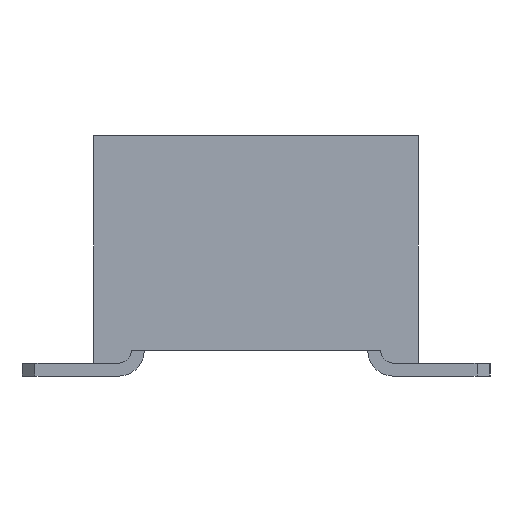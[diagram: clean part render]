
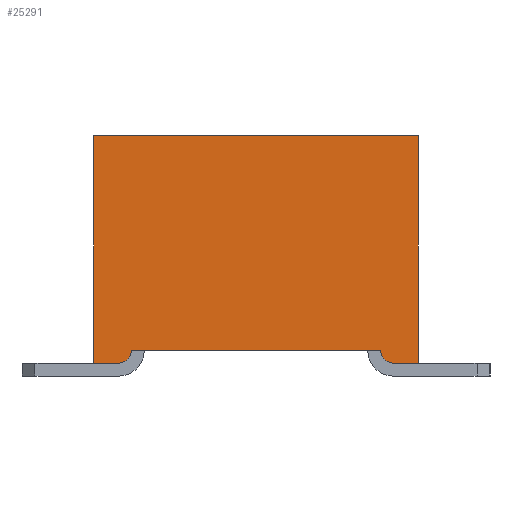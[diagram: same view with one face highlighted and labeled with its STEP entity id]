
A CAD part, front view. The second image highlights one B-rep face of the part: STEP entity #25291.
In plain terms, the highlighted face is planar.
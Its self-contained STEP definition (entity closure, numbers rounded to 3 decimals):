
#1178=CIRCLE('',#27574,0.2);
#1179=CIRCLE('',#27575,0.2);
#8346=ORIENTED_EDGE('',*,*,#12091,.T.);
#8347=ORIENTED_EDGE('',*,*,#12120,.T.);
#8348=ORIENTED_EDGE('',*,*,#12121,.F.);
#8349=ORIENTED_EDGE('',*,*,#12122,.T.);
#8350=ORIENTED_EDGE('',*,*,#12117,.T.);
#8351=ORIENTED_EDGE('',*,*,#12093,.T.);
#8352=ORIENTED_EDGE('',*,*,#12100,.T.);
#8353=ORIENTED_EDGE('',*,*,#12097,.T.);
#12091=EDGE_CURVE('',#14448,#14447,#17299,.T.);
#12093=EDGE_CURVE('',#14449,#14450,#17301,.T.);
#12097=EDGE_CURVE('',#14453,#14448,#17305,.T.);
#12100=EDGE_CURVE('',#14450,#14453,#17308,.T.);
#12117=EDGE_CURVE('',#14462,#14449,#17325,.T.);
#12120=EDGE_CURVE('',#14447,#14464,#1178,.T.);
#12121=EDGE_CURVE('',#14465,#14464,#17328,.T.);
#12122=EDGE_CURVE('',#14465,#14462,#1179,.T.);
#14447=VERTEX_POINT('',#41957);
#14448=VERTEX_POINT('',#41959);
#14449=VERTEX_POINT('',#41963);
#14450=VERTEX_POINT('',#41964);
#14453=VERTEX_POINT('',#41972);
#14462=VERTEX_POINT('',#42009);
#14464=VERTEX_POINT('',#42015);
#14465=VERTEX_POINT('',#42017);
#17299=LINE('',#41958,#20183);
#17301=LINE('',#41962,#20185);
#17305=LINE('',#41971,#20189);
#17308=LINE('',#41977,#20192);
#17325=LINE('',#42008,#20209);
#17328=LINE('',#42016,#20212);
#20183=VECTOR('',#34624,1000.);
#20185=VECTOR('',#34628,1000.);
#20189=VECTOR('',#34634,1000.);
#20192=VECTOR('',#34639,1000.);
#20209=VECTOR('',#34670,1000.);
#20212=VECTOR('',#34677,1000.);
#21599=EDGE_LOOP('',(#8346,#8347,#8348,#8349,#8350,#8351,#8352,#8353));
#22969=FACE_BOUND('',#21599,.T.);
#23939=PLANE('',#27573);
#25291=ADVANCED_FACE('',(#22969),#23939,.T.);
#27573=AXIS2_PLACEMENT_3D('',#42013,#34673,#34674);
#27574=AXIS2_PLACEMENT_3D('',#42014,#34675,#34676);
#27575=AXIS2_PLACEMENT_3D('',#42018,#34678,#34679);
#34624=DIRECTION('',(0.,-1.,0.));
#34628=DIRECTION('',(0.,0.,1.));
#34634=DIRECTION('',(0.,0.,-1.));
#34639=DIRECTION('',(0.,1.,0.));
#34670=DIRECTION('',(0.,-1.,0.));
#34673=DIRECTION('',(-1.,0.,0.));
#34674=DIRECTION('',(0.,0.,1.));
#34675=DIRECTION('',(-1.,0.,0.));
#34676=DIRECTION('',(0.,0.,1.));
#34677=DIRECTION('',(0.,1.,0.));
#34678=DIRECTION('',(-1.,0.,0.));
#34679=DIRECTION('',(0.,0.,1.));
#41957=CARTESIAN_POINT('',(-10.16,2.12,-1.75));
#41958=CARTESIAN_POINT('',(-10.16,2.5,-1.75));
#41959=CARTESIAN_POINT('',(-10.16,2.5,-1.75));
#41962=CARTESIAN_POINT('',(-10.16,-2.5,-1.75));
#41963=CARTESIAN_POINT('',(-10.16,-2.5,-1.75));
#41964=CARTESIAN_POINT('',(-10.16,-2.5,1.75));
#41971=CARTESIAN_POINT('',(-10.16,2.5,1.75));
#41972=CARTESIAN_POINT('',(-10.16,2.5,1.75));
#41977=CARTESIAN_POINT('',(-10.16,-2.5,1.75));
#42008=CARTESIAN_POINT('',(-10.16,2.5,-1.75));
#42009=CARTESIAN_POINT('',(-10.16,-2.12,-1.75));
#42013=CARTESIAN_POINT('',(-10.16,0.,0.));
#42014=CARTESIAN_POINT('',(-10.16,2.12,-1.55));
#42015=CARTESIAN_POINT('',(-10.16,1.92,-1.55));
#42016=CARTESIAN_POINT('',(-10.16,0.,-1.55));
#42017=CARTESIAN_POINT('',(-10.16,-1.92,-1.55));
#42018=CARTESIAN_POINT('',(-10.16,-2.12,-1.55));
